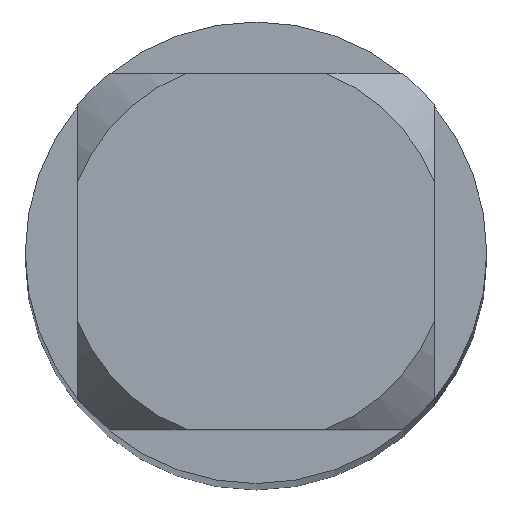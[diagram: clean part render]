
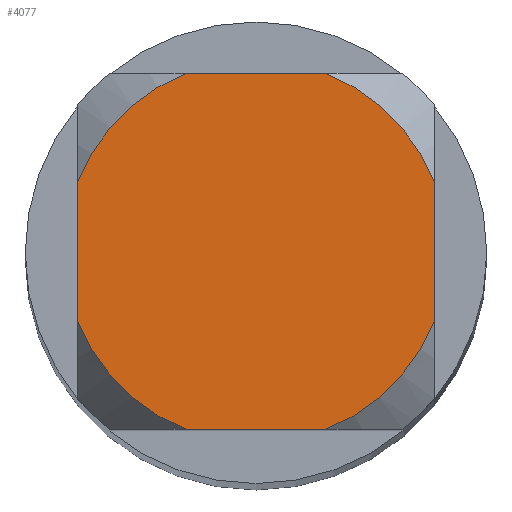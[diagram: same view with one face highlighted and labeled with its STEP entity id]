
A CAD part, top view. The second image highlights one B-rep face of the part: STEP entity #4077.
In plain terms, the highlighted planar face has unit normal (0, 0, 1).
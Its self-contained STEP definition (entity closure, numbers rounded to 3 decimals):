
#1669=VERTEX_POINT('',#4908);
#1853=EDGE_CURVE('',#2073,#1669,#5106,.T.);
#2063=VERTEX_POINT('',#5334);
#2073=VERTEX_POINT('',#5345);
#2471=EDGE_CURVE('',#3953,#4023,#5770,.T.);
#2997=VERTEX_POINT('',#6349);
#3221=EDGE_CURVE('',#2073,#4023,#6589,.T.);
#3223=EDGE_CURVE('',#2997,#3483,#6591,.T.);
#3275=EDGE_CURVE('',#2997,#4195,#6647,.T.);
#3483=VERTEX_POINT('',#6884);
#3501=EDGE_CURVE('',#3953,#3483,#6904,.T.);
#3715=EDGE_CURVE('',#2063,#4195,#7141,.T.);
#3953=VERTEX_POINT('',#7403);
#4023=VERTEX_POINT('',#7479);
#4077=ADVANCED_FACE('',(#7537),#7538,.T.);
#4195=VERTEX_POINT('',#7667);
#4257=EDGE_CURVE('',#2063,#1669,#7735,.T.);
#4908=CARTESIAN_POINT('',(0.529,-1.35,0.0));
#5106=CIRCLE('',#8839,1.45);
#5334=CARTESIAN_POINT('',(-0.529,-1.35,0.0));
#5345=CARTESIAN_POINT('',(1.35,-0.529,0.0));
#5770=CIRCLE('',#10098,1.45);
#6349=CARTESIAN_POINT('',(-1.35,0.529,0.0));
#6589=LINE('',#11535,#11536);
#6591=CIRCLE('',#11539,1.45);
#6647=LINE('',#11663,#11664);
#6884=CARTESIAN_POINT('',(-0.529,1.35,0.0));
#6904=LINE('',#12034,#12035);
#7141=CIRCLE('',#12476,1.45);
#7403=CARTESIAN_POINT('',(0.529,1.35,0.0));
#7479=CARTESIAN_POINT('',(1.35,0.529,0.0));
#7537=FACE_OUTER_BOUND('',#13179,.T.);
#7538=PLANE('',#13180);
#7667=CARTESIAN_POINT('',(-1.35,-0.529,0.0));
#7735=LINE('',#13521,#13522);
#8839=AXIS2_PLACEMENT_3D('',#14959,#14960,#14961);
#10098=AXIS2_PLACEMENT_3D('',#15583,#15584,#15585);
#11535=CARTESIAN_POINT('',(1.35,0.363,0.0));
#11536=VECTOR('',#16487,1.0);
#11539=AXIS2_PLACEMENT_3D('',#16488,#16489,#16490);
#11663=CARTESIAN_POINT('',(-1.35,0.363,0.0));
#11664=VECTOR('',#16546,1.0);
#12034=CARTESIAN_POINT('',(0.0,1.35,0.0));
#12035=VECTOR('',#16988,1.0);
#12476=AXIS2_PLACEMENT_3D('',#17263,#17264,#17265);
#13179=EDGE_LOOP('',(#17691,#17692,#17693,#17694,#17695,#17696,#17697,#17698));
#13180=AXIS2_PLACEMENT_3D('',#17699,#17700,#17701);
#13521=CARTESIAN_POINT('',(0.0,-1.35,0.0));
#13522=VECTOR('',#17984,1.0);
#14959=CARTESIAN_POINT('',(0.0,0.0,0.0));
#14960=DIRECTION('',(0.0,0.0,-1.0));
#14961=DIRECTION('',(0.0,1.0,0.0));
#15583=CARTESIAN_POINT('',(0.0,0.0,0.0));
#15584=DIRECTION('',(0.0,0.0,-1.0));
#15585=DIRECTION('',(0.0,1.0,0.0));
#16487=DIRECTION('',(-0.0,1.0,0.0));
#16488=CARTESIAN_POINT('',(0.0,0.0,0.0));
#16489=DIRECTION('',(0.0,0.0,-1.0));
#16490=DIRECTION('',(0.0,1.0,0.0));
#16546=DIRECTION('',(-0.0,-1.0,0.0));
#16988=DIRECTION('',(-1.0,0.0,0.0));
#17263=CARTESIAN_POINT('',(0.0,0.0,0.0));
#17264=DIRECTION('',(0.0,0.0,-1.0));
#17265=DIRECTION('',(0.0,1.0,0.0));
#17691=ORIENTED_EDGE('',*,*,#3275,.T.);
#17692=ORIENTED_EDGE('',*,*,#3715,.F.);
#17693=ORIENTED_EDGE('',*,*,#4257,.T.);
#17694=ORIENTED_EDGE('',*,*,#1853,.F.);
#17695=ORIENTED_EDGE('',*,*,#3221,.T.);
#17696=ORIENTED_EDGE('',*,*,#2471,.F.);
#17697=ORIENTED_EDGE('',*,*,#3501,.T.);
#17698=ORIENTED_EDGE('',*,*,#3223,.F.);
#17699=CARTESIAN_POINT('',(0.0,0.725,0.0));
#17700=DIRECTION('',(-0.0,0.0,1.0));
#17701=DIRECTION('',(0.0,-1.0,0.0));
#17984=DIRECTION('',(1.0,0.0,0.0));
